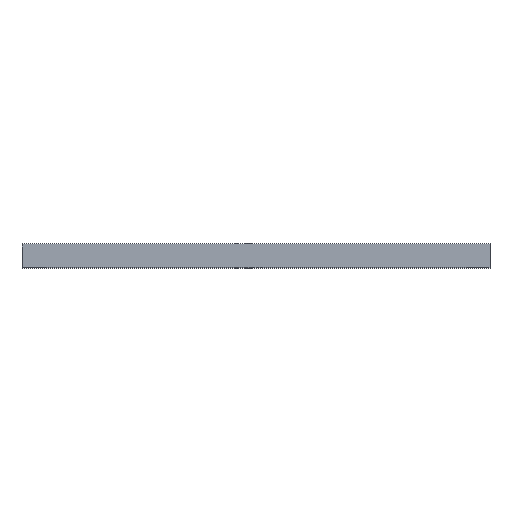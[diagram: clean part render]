
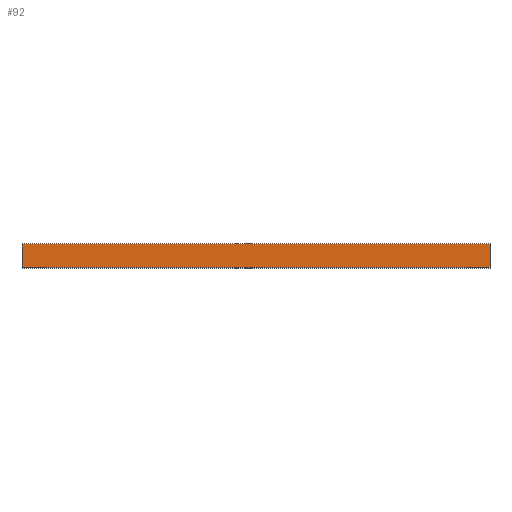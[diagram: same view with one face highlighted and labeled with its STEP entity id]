
A CAD part, top view. The second image highlights one B-rep face of the part: STEP entity #92.
In plain terms, the highlighted planar face has unit normal (0, 0, 1).
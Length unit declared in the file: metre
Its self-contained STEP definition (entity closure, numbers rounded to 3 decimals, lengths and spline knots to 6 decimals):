
#92 = ADVANCED_FACE( '', ( #192 ), #193, .F. );
#192 = FACE_OUTER_BOUND( '', #291, .T. );
#193 = PLANE( '', #292 );
#291 = EDGE_LOOP( '', ( #519, #520, #521, #522 ) );
#292 = AXIS2_PLACEMENT_3D( '', #523, #524, #525 );
#519 = ORIENTED_EDGE( '', *, *, #611, .T. );
#520 = ORIENTED_EDGE( '', *, *, #660, .F. );
#521 = ORIENTED_EDGE( '', *, *, #640, .F. );
#522 = ORIENTED_EDGE( '', *, *, #582, .T. );
#523 = CARTESIAN_POINT( '', ( 0., -0.003, 0.025 ) );
#524 = DIRECTION( '', ( 0., 0., -1. ) );
#525 = DIRECTION( '', ( -1., 0., 0. ) );
#582 = EDGE_CURVE( '', #688, #686, #689, .T. );
#611 = EDGE_CURVE( '', #686, #737, #739, .T. );
#640 = EDGE_CURVE( '', #688, #791, #792, .T. );
#660 = EDGE_CURVE( '', #791, #737, #816, .T. );
#686 = VERTEX_POINT( '', #842 );
#688 = VERTEX_POINT( '', #845 );
#689 = LINE( '', #846, #847 );
#737 = VERTEX_POINT( '', #915 );
#739 = LINE( '', #918, #919 );
#791 = VERTEX_POINT( '', #997 );
#792 = LINE( '', #998, #999 );
#816 = LINE( '', #1036, #1037 );
#842 = CARTESIAN_POINT( '', ( 0.03, 0., 0.025 ) );
#845 = CARTESIAN_POINT( '', ( 0.03, -0.003, 0.025 ) );
#846 = CARTESIAN_POINT( '', ( 0.03, -0.003, 0.025 ) );
#847 = VECTOR( '', #1069, 1. );
#915 = CARTESIAN_POINT( '', ( -0.03, 0., 0.025 ) );
#918 = CARTESIAN_POINT( '', ( 0., 0., 0.025 ) );
#919 = VECTOR( '', #1097, 1. );
#997 = CARTESIAN_POINT( '', ( -0.03, -0.003, 0.025 ) );
#998 = CARTESIAN_POINT( '', ( 0., -0.003, 0.025 ) );
#999 = VECTOR( '', #1127, 1. );
#1036 = CARTESIAN_POINT( '', ( -0.03, -0.003, 0.025 ) );
#1037 = VECTOR( '', #1144, 1. );
#1069 = DIRECTION( '', ( 0., 1., 0. ) );
#1097 = DIRECTION( '', ( -1., 0., 0. ) );
#1127 = DIRECTION( '', ( -1., 0., 0. ) );
#1144 = DIRECTION( '', ( 0., 1., 0. ) );
